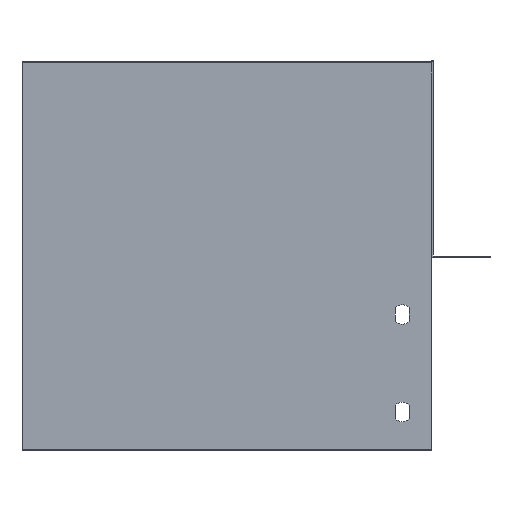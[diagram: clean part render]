
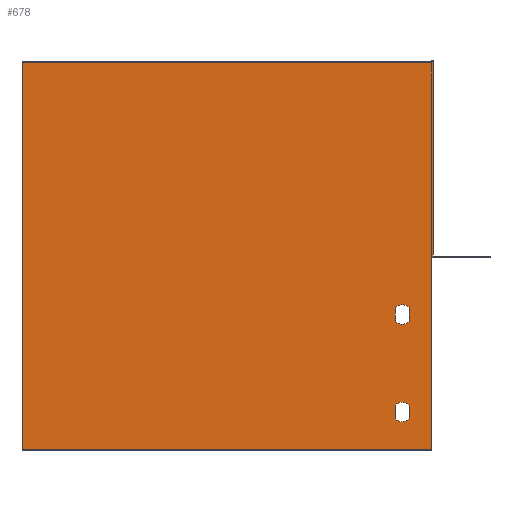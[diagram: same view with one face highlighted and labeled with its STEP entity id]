
A CAD part, left-side view. The second image highlights one B-rep face of the part: STEP entity #678.
In plain terms, the highlighted planar face has unit normal (-1, 0, 0).
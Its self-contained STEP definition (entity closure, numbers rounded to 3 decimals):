
#10 = CARTESIAN_POINT ( 'NONE',  ( 0., 210., -199. ) ) ;
#13 = CARTESIAN_POINT ( 'NONE',  ( 0., 11.5, -132.571 ) ) ;
#18 = CARTESIAN_POINT ( 'NONE',  ( 0., -1., -99. ) ) ;
#21 = CARTESIAN_POINT ( 'NONE',  ( 0., 18.5, -182.571 ) ) ;
#22 = CARTESIAN_POINT ( 'NONE',  ( 0., 18.5, -175.429 ) ) ;
#26 = CARTESIAN_POINT ( 'NONE',  ( 0., 0., -100. ) ) ;
#28 = CARTESIAN_POINT ( 'NONE',  ( 0., 210., 1. ) ) ;
#35 = AXIS2_PLACEMENT_3D ( 'NONE', #236, #238, #231 ) ;
#231 = DIRECTION ( 'NONE',  ( 0., 1., 0. ) ) ;
#234 = PLANE ( 'NONE',  #35 ) ;
#236 = CARTESIAN_POINT ( 'NONE',  ( 0., 210., 1. ) ) ;
#238 = DIRECTION ( 'NONE',  ( 1., 0., 0. ) ) ;
#468 = AXIS2_PLACEMENT_3D ( 'NONE', #1137, #1138, #1133 ) ;
#474 = AXIS2_PLACEMENT_3D ( 'NONE', #1070, #1080, #1079 ) ;
#475 = AXIS2_PLACEMENT_3D ( 'NONE', #1066, #1062, #1081 ) ;
#476 = AXIS2_PLACEMENT_3D ( 'NONE', #1095, #1096, #1082 ) ;
#477 = EDGE_CURVE ( 'NONE', #1311, #1359, #1398, .T. ) ;
#481 = EDGE_CURVE ( 'NONE', #1327, #1383, #1397, .T. ) ;
#482 = EDGE_CURVE ( 'NONE', #1347, #1361, #1400, .T. ) ;
#483 = EDGE_CURVE ( 'NONE', #1313, #1314, #1403, .T. ) ;
#487 = EDGE_CURVE ( 'NONE', #1314, #1311, #1405, .T. ) ;
#488 = EDGE_CURVE ( 'NONE', #1383, #1353, #1415, .T. ) ;
#489 = EDGE_CURVE ( 'NONE', #1359, #1313, #1416, .T. ) ;
#508 = EDGE_CURVE ( 'NONE', #1353, #1352, #1443, .T. ) ;
#509 = EDGE_CURVE ( 'NONE', #1332, #1340, #1449, .T. ) ;
#510 = EDGE_CURVE ( 'NONE', #1382, #1349, #1451, .T. ) ;
#511 = EDGE_CURVE ( 'NONE', #1361, #1310, #1453, .T. ) ;
#513 = EDGE_CURVE ( 'NONE', #1382, #1332, #1447, .T. ) ;
#515 = EDGE_CURVE ( 'NONE', #1352, #1327, #1461, .T. ) ;
#521 = EDGE_CURVE ( 'NONE', #1347, #1387, #1471, .T. ) ;
#522 = EDGE_CURVE ( 'NONE', #1387, #1340, #1473, .T. ) ;
#527 = EDGE_CURVE ( 'NONE', #1349, #1310, #1483, .T. ) ;
#678 = ADVANCED_FACE ( 'NONE', ( #861, #865, #860 ), #234, .F. ) ;
#860 = FACE_OUTER_BOUND ( 'NONE', #1862, .T. ) ;
#861 = FACE_BOUND ( 'NONE', #1805, .T. ) ;
#865 = FACE_BOUND ( 'NONE', #1861, .T. ) ;
#970 = ORIENTED_EDGE ( 'NONE', *, *, #511, .T. ) ;
#971 = ORIENTED_EDGE ( 'NONE', *, *, #482, .T. ) ;
#972 = ORIENTED_EDGE ( 'NONE', *, *, #521, .F. ) ;
#973 = ORIENTED_EDGE ( 'NONE', *, *, #522, .F. ) ;
#974 = ORIENTED_EDGE ( 'NONE', *, *, #509, .T. ) ;
#975 = ORIENTED_EDGE ( 'NONE', *, *, #513, .T. ) ;
#976 = ORIENTED_EDGE ( 'NONE', *, *, #510, .F. ) ;
#977 = ORIENTED_EDGE ( 'NONE', *, *, #527, .F. ) ;
#978 = ORIENTED_EDGE ( 'NONE', *, *, #515, .T. ) ;
#979 = ORIENTED_EDGE ( 'NONE', *, *, #508, .T. ) ;
#980 = ORIENTED_EDGE ( 'NONE', *, *, #488, .T. ) ;
#981 = ORIENTED_EDGE ( 'NONE', *, *, #481, .T. ) ;
#982 = ORIENTED_EDGE ( 'NONE', *, *, #487, .T. ) ;
#983 = ORIENTED_EDGE ( 'NONE', *, *, #483, .T. ) ;
#984 = ORIENTED_EDGE ( 'NONE', *, *, #489, .T. ) ;
#985 = ORIENTED_EDGE ( 'NONE', *, *, #477, .T. ) ;
#1051 = DIRECTION ( 'NONE',  ( 0., 0., -1. ) ) ;
#1055 = DIRECTION ( 'NONE',  ( 0., 0., -1. ) ) ;
#1062 = DIRECTION ( 'NONE',  ( 1., 0., 0. ) ) ;
#1065 = CARTESIAN_POINT ( 'NONE',  ( 0., 18.5, -125.429 ) ) ;
#1066 = CARTESIAN_POINT ( 'NONE',  ( 0., 15., -179. ) ) ;
#1070 = CARTESIAN_POINT ( 'NONE',  ( 0., 15., -129. ) ) ;
#1074 = DIRECTION ( 'NONE',  ( 0., 0., 1. ) ) ;
#1079 = DIRECTION ( 'NONE',  ( 0., 0., -1. ) ) ;
#1080 = DIRECTION ( 'NONE',  ( 1., 0., 0. ) ) ;
#1081 = DIRECTION ( 'NONE',  ( 0., 0., -1. ) ) ;
#1082 = DIRECTION ( 'NONE',  ( 0., 0., -1. ) ) ;
#1086 = DIRECTION ( 'NONE',  ( 0., 0., -1. ) ) ;
#1089 = DIRECTION ( 'NONE',  ( 0., 0., 1. ) ) ;
#1095 = CARTESIAN_POINT ( 'NONE',  ( 0., 15., -129. ) ) ;
#1096 = DIRECTION ( 'NONE',  ( 1., 0., 0. ) ) ;
#1099 = CARTESIAN_POINT ( 'NONE',  ( 0., 0., -100. ) ) ;
#1100 = DIRECTION ( 'NONE',  ( 0., 1., 0. ) ) ;
#1101 = CARTESIAN_POINT ( 'NONE',  ( 0., 210., -199. ) ) ;
#1102 = DIRECTION ( 'NONE',  ( 0., -1., 0. ) ) ;
#1105 = DIRECTION ( 'NONE',  ( 0., 0., 1. ) ) ;
#1106 = DIRECTION ( 'NONE',  ( 0., 1., 0. ) ) ;
#1107 = CARTESIAN_POINT ( 'NONE',  ( 0., 0., -99. ) ) ;
#1124 = CARTESIAN_POINT ( 'NONE',  ( 0., 18.5, -175.429 ) ) ;
#1126 = CARTESIAN_POINT ( 'NONE',  ( 0., -30., -100. ) ) ;
#1129 = CARTESIAN_POINT ( 'NONE',  ( 0., 11.5, -125.429 ) ) ;
#1130 = CARTESIAN_POINT ( 'NONE',  ( 0., 210., 1. ) ) ;
#1131 = CARTESIAN_POINT ( 'NONE',  ( 0., 11.5, -175.429 ) ) ;
#1133 = DIRECTION ( 'NONE',  ( 0., 0., -1. ) ) ;
#1137 = CARTESIAN_POINT ( 'NONE',  ( 0., 15., -179. ) ) ;
#1138 = DIRECTION ( 'NONE',  ( 1., 0., 0. ) ) ;
#1147 = CARTESIAN_POINT ( 'NONE',  ( 0., 210., 1. ) ) ;
#1148 = DIRECTION ( 'NONE',  ( 0., -1., 0. ) ) ;
#1149 = CARTESIAN_POINT ( 'NONE',  ( 0., -1., 1. ) ) ;
#1150 = DIRECTION ( 'NONE',  ( 0., 0., -1. ) ) ;
#1159 = CARTESIAN_POINT ( 'NONE',  ( 0., 0., 1. ) ) ;
#1160 = DIRECTION ( 'NONE',  ( 0., 0., -1. ) ) ;
#1310 = VERTEX_POINT ( 'NONE', #1936 ) ;
#1311 = VERTEX_POINT ( 'NONE', #1935 ) ;
#1313 = VERTEX_POINT ( 'NONE', #1929 ) ;
#1314 = VERTEX_POINT ( 'NONE', #1926 ) ;
#1327 = VERTEX_POINT ( 'NONE', #1930 ) ;
#1332 = VERTEX_POINT ( 'NONE', #1923 ) ;
#1340 = VERTEX_POINT ( 'NONE', #18 ) ;
#1347 = VERTEX_POINT ( 'NONE', #28 ) ;
#1349 = VERTEX_POINT ( 'NONE', #26 ) ;
#1352 = VERTEX_POINT ( 'NONE', #22 ) ;
#1353 = VERTEX_POINT ( 'NONE', #21 ) ;
#1359 = VERTEX_POINT ( 'NONE', #13 ) ;
#1361 = VERTEX_POINT ( 'NONE', #10 ) ;
#1382 = VERTEX_POINT ( 'NONE', #1944 ) ;
#1383 = VERTEX_POINT ( 'NONE', #1898 ) ;
#1387 = VERTEX_POINT ( 'NONE', #1897 ) ;
#1397 = LINE ( 'NONE', #1131, #1404 ) ;
#1398 = LINE ( 'NONE', #1129, #1399 ) ;
#1399 = VECTOR ( 'NONE', #1051, 1000. ) ;
#1400 = LINE ( 'NONE', #1130, #1406 ) ;
#1403 = LINE ( 'NONE', #1065, #1408 ) ;
#1404 = VECTOR ( 'NONE', #1055, 1000. ) ;
#1405 = CIRCLE ( 'NONE', #476, 5. ) ;
#1406 = VECTOR ( 'NONE', #1086, 1000. ) ;
#1408 = VECTOR ( 'NONE', #1074, 1000. ) ;
#1415 = CIRCLE ( 'NONE', #475, 5. ) ;
#1416 = CIRCLE ( 'NONE', #474, 5. ) ;
#1443 = LINE ( 'NONE', #1124, #1450 ) ;
#1447 = LINE ( 'NONE', #1126, #1460 ) ;
#1449 = LINE ( 'NONE', #1107, #1452 ) ;
#1450 = VECTOR ( 'NONE', #1089, 1000. ) ;
#1451 = LINE ( 'NONE', #1099, #1454 ) ;
#1452 = VECTOR ( 'NONE', #1106, 1000. ) ;
#1453 = LINE ( 'NONE', #1101, #1456 ) ;
#1454 = VECTOR ( 'NONE', #1100, 1000. ) ;
#1456 = VECTOR ( 'NONE', #1102, 1000. ) ;
#1460 = VECTOR ( 'NONE', #1105, 1000. ) ;
#1461 = CIRCLE ( 'NONE', #468, 5. ) ;
#1471 = LINE ( 'NONE', #1147, #1474 ) ;
#1473 = LINE ( 'NONE', #1149, #1476 ) ;
#1474 = VECTOR ( 'NONE', #1148, 1000. ) ;
#1476 = VECTOR ( 'NONE', #1150, 1000. ) ;
#1483 = LINE ( 'NONE', #1159, #1486 ) ;
#1486 = VECTOR ( 'NONE', #1160, 1000. ) ;
#1805 = EDGE_LOOP ( 'NONE', ( #985, #984, #983, #982 ) ) ;
#1861 = EDGE_LOOP ( 'NONE', ( #981, #980, #979, #978 ) ) ;
#1862 = EDGE_LOOP ( 'NONE', ( #977, #976, #975, #974, #973, #972, #971, #970 ) ) ;
#1897 = CARTESIAN_POINT ( 'NONE',  ( 0., -1., 1. ) ) ;
#1898 = CARTESIAN_POINT ( 'NONE',  ( 0., 11.5, -182.571 ) ) ;
#1923 = CARTESIAN_POINT ( 'NONE',  ( 0., -30., -99. ) ) ;
#1926 = CARTESIAN_POINT ( 'NONE',  ( 0., 18.5, -125.429 ) ) ;
#1929 = CARTESIAN_POINT ( 'NONE',  ( 0., 18.5, -132.571 ) ) ;
#1930 = CARTESIAN_POINT ( 'NONE',  ( 0., 11.5, -175.429 ) ) ;
#1935 = CARTESIAN_POINT ( 'NONE',  ( 0., 11.5, -125.429 ) ) ;
#1936 = CARTESIAN_POINT ( 'NONE',  ( 0., 0., -199. ) ) ;
#1944 = CARTESIAN_POINT ( 'NONE',  ( 0., -30., -100. ) ) ;
